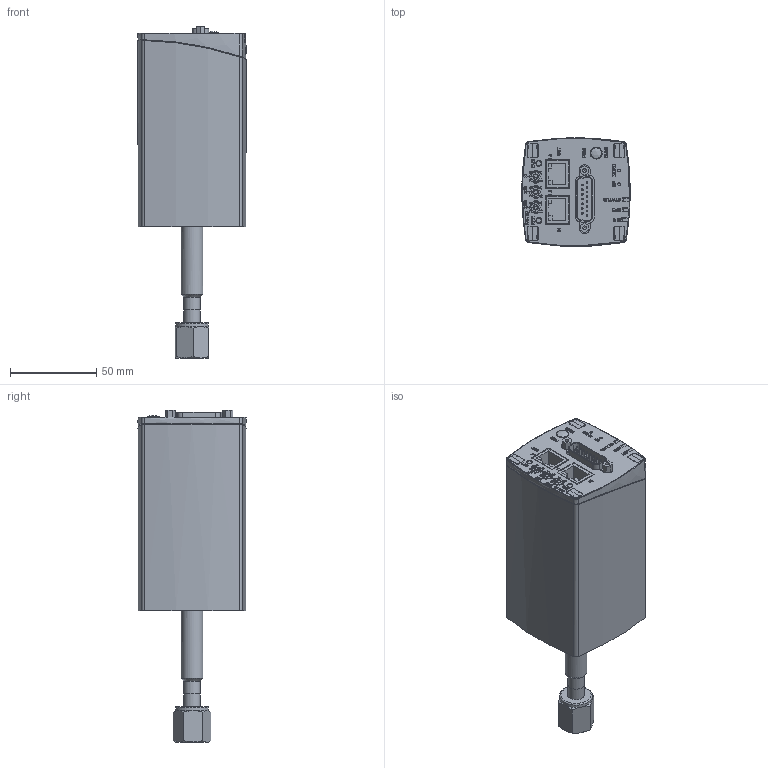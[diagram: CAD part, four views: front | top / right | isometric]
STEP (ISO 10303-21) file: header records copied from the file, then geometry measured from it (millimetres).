
FILE_DESCRIPTION(/* description */ (''),/* implementation_level */ '2;1');
FILE_NAME(/* name */ 'Edge CDGxxxD2 4 VCR female EtherCAT2.stp',/* time_stamp */ '2023-01-31T08:05:36+01:00',/* author */ ('cons002'),/* organization */ (''),/* preprocessor_version */ 'ST-DEVELOPER v18.1',/* originating_system */ 'Autodesk Inventor 2021',/* authorisation */ '');
FILE_SCHEMA (('AUTOMOTIVE_DESIGN { 1 0 10303 214 3 1 1 }'));
Length unit declared in the file: millimetre
Products named in the file (1): Edge CDGxxxD2 4 VCR female EtherCAT3
Bounding box: 63 x 62.79 x 192.8 mm (x, y, z)
Volume: 376321.5 mm3; surface area: 106412.8 mm2
Topology: 1 solids, 2 shells, 4830 faces, 13273 edges, 8588 vertices
Faces by surface type: plane 3375, cylinder 791, bspline 373, torus 122, cone 122, sphere 47
Full cylindrical faces by diameter (mm): 1 x15, 1.5 x2, 2.013 x1, 2.156 x2, 2.5 x12, 2.8 x10, 2.845 x2, 2.9 x2, 3 x3, 3.2 x4, 3.4 x2, 3.5 x2, 3.6 x3, 3.8 x2, 4.5 x1, 6 x1, 6.4 x1, 7 x1, 7.9 x1, 9.5 x1, 9.525 x1, 9.6 x2, 9.9 x1, 10.2 x1, 10.6 x1, 11.3 x1, 11.5 x1, 12.6 x1, 12.7 x1, 14 x1
Entity records: 177048 total; most frequent: CARTESIAN_POINT 50352, ORIENTED_EDGE 26484, DIRECTION 23561, EDGE_CURVE 13242, LINE 9841, VECTOR 9841, VERTEX_POINT 8588, AXIS2_PLACEMENT_3D 6860
